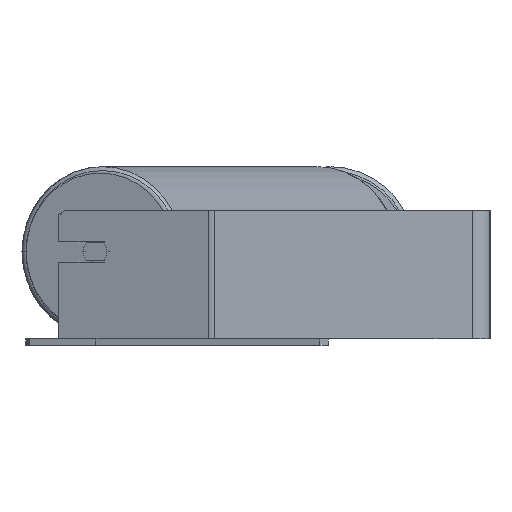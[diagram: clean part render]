
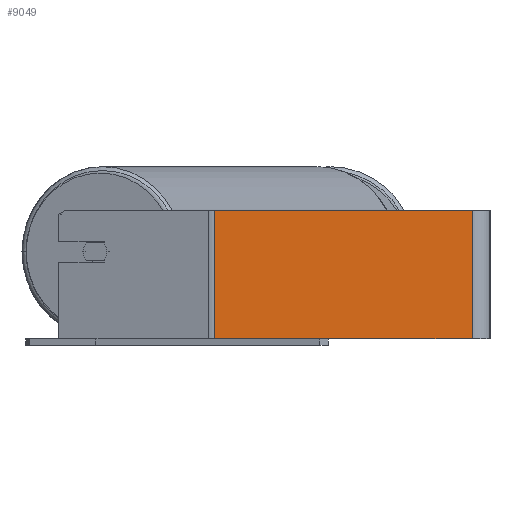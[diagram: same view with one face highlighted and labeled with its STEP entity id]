
A CAD part, left-side view. The second image highlights one B-rep face of the part: STEP entity #9049.
In plain terms, the highlighted planar face has unit normal (-1, 0, 0).
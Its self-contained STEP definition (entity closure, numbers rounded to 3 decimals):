
#42 = CARTESIAN_POINT ( 'NONE',  ( -800., 217.616, -50. ) ) ;
#138 = LINE ( 'NONE', #42, #1994 ) ;
#641 = AXIS2_PLACEMENT_3D ( 'NONE', #7327, #907, #5872 ) ;
#761 = CARTESIAN_POINT ( 'NONE',  ( -800., 215.147, -50. ) ) ;
#833 = DIRECTION ( 'NONE',  ( 0., -1., 0. ) ) ;
#872 = ORIENTED_EDGE ( 'NONE', *, *, #9110, .T. ) ;
#907 = DIRECTION ( 'NONE',  ( 1., 0., 0. ) ) ;
#951 = DIRECTION ( 'NONE',  ( 0., -1., 0. ) ) ;
#1256 = DIRECTION ( 'NONE',  ( 0., 0., -1. ) ) ;
#1354 = LINE ( 'NONE', #7778, #5131 ) ;
#1790 = CARTESIAN_POINT ( 'NONE',  ( -800., 14., -50. ) ) ;
#1994 = VECTOR ( 'NONE', #951, 1000. ) ;
#2853 = VECTOR ( 'NONE', #833, 1000. ) ;
#2912 = VERTEX_POINT ( 'NONE', #3059 ) ;
#3059 = CARTESIAN_POINT ( 'NONE',  ( -800., 215.147, 50. ) ) ;
#3109 = EDGE_CURVE ( 'NONE', #2912, #9322, #9333, .T. ) ;
#3241 = FACE_OUTER_BOUND ( 'NONE', #4778, .T. ) ;
#3596 = CARTESIAN_POINT ( 'NONE',  ( -800., 217.616, 50. ) ) ;
#3928 = ORIENTED_EDGE ( 'NONE', *, *, #3109, .T. ) ;
#4167 = VERTEX_POINT ( 'NONE', #1790 ) ;
#4490 = VECTOR ( 'NONE', #4809, 1000. ) ;
#4778 = EDGE_LOOP ( 'NONE', ( #872, #6885, #5069, #3928 ) ) ;
#4809 = DIRECTION ( 'NONE',  ( 0., 0., -1. ) ) ;
#4863 = CARTESIAN_POINT ( 'NONE',  ( -800., 215.147, 50. ) ) ;
#5069 = ORIENTED_EDGE ( 'NONE', *, *, #6265, .F. ) ;
#5131 = VECTOR ( 'NONE', #1256, 1000. ) ;
#5872 = DIRECTION ( 'NONE',  ( 0., 0., -1. ) ) ;
#5993 = EDGE_CURVE ( 'NONE', #8059, #4167, #1354, .T. ) ;
#6055 = CARTESIAN_POINT ( 'NONE',  ( -800., 14., 50. ) ) ;
#6165 = PLANE ( 'NONE',  #641 ) ;
#6265 = EDGE_CURVE ( 'NONE', #2912, #8059, #6465, .T. ) ;
#6465 = LINE ( 'NONE', #3596, #2853 ) ;
#6885 = ORIENTED_EDGE ( 'NONE', *, *, #5993, .F. ) ;
#7327 = CARTESIAN_POINT ( 'NONE',  ( -800., 217.616, 50. ) ) ;
#7778 = CARTESIAN_POINT ( 'NONE',  ( -800., 14., 50. ) ) ;
#8059 = VERTEX_POINT ( 'NONE', #6055 ) ;
#9049 = ADVANCED_FACE ( 'NONE', ( #3241 ), #6165, .F. ) ;
#9110 = EDGE_CURVE ( 'NONE', #9322, #4167, #138, .T. ) ;
#9322 = VERTEX_POINT ( 'NONE', #761 ) ;
#9333 = LINE ( 'NONE', #4863, #4490 ) ;
